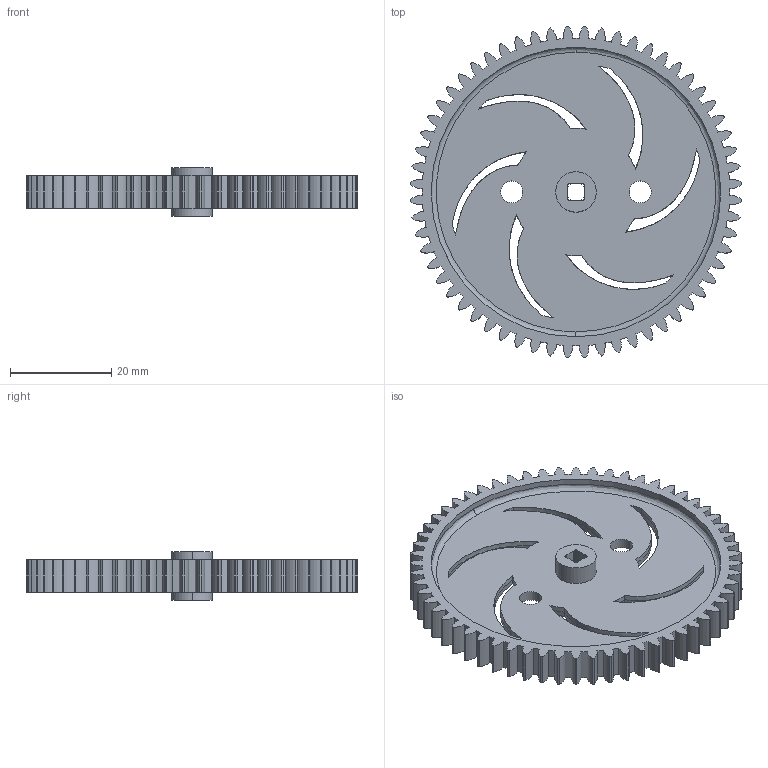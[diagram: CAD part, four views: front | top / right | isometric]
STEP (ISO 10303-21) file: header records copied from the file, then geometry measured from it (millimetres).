
FILE_DESCRIPTION (( 'STEP AP203' ), '1' );
FILE_NAME ('VEX-60-TOOTH-GEAR.STEP', '2007-08-25T22:33:22', ( 'Innovation First, Inc.' ), ( 'Innovation First, Inc.' ), 'SwSTEP 2.0', 'SolidWorks 2006052', '' );
FILE_SCHEMA (( 'CONFIG_CONTROL_DESIGN' ));
Length unit declared in the file: inch
Products named in the file (1): VEX-60-TOOTH-GEAR
Bounding box: 65.54 x 65.54 x 9.53 mm (x, y, z)
Volume: 8500.1 mm3; surface area: 9919.3 mm2
Topology: 1 solids, 1 shells, 399 faces, 1155 edges, 762 vertices
Faces by surface type: cylinder 289, plane 58, bspline 28, cone 24
Entity records: 15596 total; most frequent: CARTESIAN_POINT 4625, DIRECTION 2433, ORIENTED_EDGE 2310, EDGE_CURVE 1155, AXIS2_PLACEMENT_3D 994, VERTEX_POINT 762, CIRCLE 622, VECTOR 445
